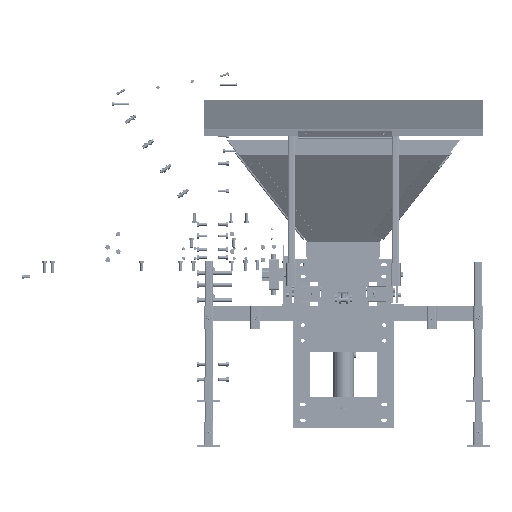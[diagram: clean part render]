
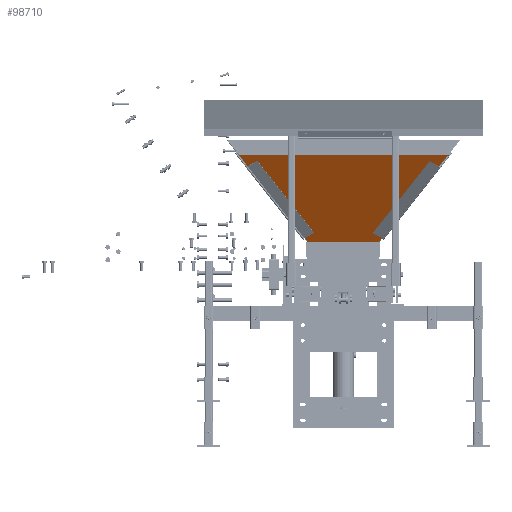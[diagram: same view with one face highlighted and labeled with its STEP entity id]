
A CAD part, front view. The second image highlights one B-rep face of the part: STEP entity #98710.
In plain terms, the highlighted face is planar.
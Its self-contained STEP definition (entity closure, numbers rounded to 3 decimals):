
#5800=CIRCLE('',#105349,12.7);
#5802=CIRCLE('',#105352,12.7);
#5804=CIRCLE('',#105355,12.7);
#5806=CIRCLE('',#105358,12.7);
#5808=CIRCLE('',#105361,12.7);
#5810=CIRCLE('',#105364,12.7);
#5812=CIRCLE('',#105367,12.7);
#5814=CIRCLE('',#105370,12.7);
#42198=VERTEX_POINT('',#157779);
#42200=VERTEX_POINT('',#157784);
#42202=VERTEX_POINT('',#157789);
#42204=VERTEX_POINT('',#157794);
#42206=VERTEX_POINT('',#157799);
#42208=VERTEX_POINT('',#157804);
#42210=VERTEX_POINT('',#157809);
#42212=VERTEX_POINT('',#157814);
#42213=VERTEX_POINT('',#157817);
#42214=VERTEX_POINT('',#157818);
#42217=VERTEX_POINT('',#157826);
#42219=VERTEX_POINT('',#157832);
#48987=VECTOR('',#122981,1.);
#48991=VECTOR('',#122986,1.);
#48994=VECTOR('',#122990,1.);
#48997=VECTOR('',#122994,1.);
#55745=LINE('',#157816,#48987);
#55749=LINE('',#157825,#48991);
#55752=LINE('',#157831,#48994);
#55755=LINE('',#157837,#48997);
#65531=EDGE_CURVE('',#42198,#42198,#5800,.T.);
#65533=EDGE_CURVE('',#42200,#42200,#5802,.T.);
#65535=EDGE_CURVE('',#42202,#42202,#5804,.T.);
#65537=EDGE_CURVE('',#42204,#42204,#5806,.T.);
#65539=EDGE_CURVE('',#42206,#42206,#5808,.T.);
#65541=EDGE_CURVE('',#42208,#42208,#5810,.T.);
#65543=EDGE_CURVE('',#42210,#42210,#5812,.T.);
#65545=EDGE_CURVE('',#42212,#42212,#5814,.T.);
#65546=EDGE_CURVE('',#42213,#42214,#55745,.T.);
#65550=EDGE_CURVE('',#42214,#42217,#55749,.T.);
#65553=EDGE_CURVE('',#42217,#42219,#55752,.T.);
#65556=EDGE_CURVE('',#42219,#42213,#55755,.T.);
#85004=ORIENTED_EDGE('',*,*,#65531,.T.);
#85005=ORIENTED_EDGE('',*,*,#65533,.T.);
#85006=ORIENTED_EDGE('',*,*,#65535,.T.);
#85007=ORIENTED_EDGE('',*,*,#65537,.T.);
#85008=ORIENTED_EDGE('',*,*,#65539,.T.);
#85009=ORIENTED_EDGE('',*,*,#65541,.T.);
#85010=ORIENTED_EDGE('',*,*,#65543,.T.);
#85011=ORIENTED_EDGE('',*,*,#65545,.T.);
#85012=ORIENTED_EDGE('',*,*,#65546,.F.);
#85013=ORIENTED_EDGE('',*,*,#65556,.F.);
#85014=ORIENTED_EDGE('',*,*,#65553,.F.);
#85015=ORIENTED_EDGE('',*,*,#65550,.F.);
#90157=EDGE_LOOP('',(#85004));
#90158=EDGE_LOOP('',(#85005));
#90159=EDGE_LOOP('',(#85006));
#90160=EDGE_LOOP('',(#85007));
#90161=EDGE_LOOP('',(#85008));
#90162=EDGE_LOOP('',(#85009));
#90163=EDGE_LOOP('',(#85010));
#90164=EDGE_LOOP('',(#85011));
#90165=EDGE_LOOP('',(#85012,#85013,#85014,#85015));
#94744=FACE_BOUND('',#90157,.T.);
#94745=FACE_BOUND('',#90158,.T.);
#94746=FACE_BOUND('',#90159,.T.);
#94747=FACE_BOUND('',#90160,.T.);
#94748=FACE_BOUND('',#90161,.T.);
#94749=FACE_BOUND('',#90162,.T.);
#94750=FACE_BOUND('',#90163,.T.);
#94751=FACE_BOUND('',#90164,.T.);
#94752=FACE_BOUND('',#90165,.T.);
#98710=ADVANCED_FACE('',(#94744,#94745,#94746,#94747,#94748,#94749,#94750,
#94751,#94752),#161113,.F.);
#105349=AXIS2_PLACEMENT_3D('',#157778,#122936,#122937);
#105352=AXIS2_PLACEMENT_3D('',#157783,#122942,#122943);
#105355=AXIS2_PLACEMENT_3D('',#157788,#122948,#122949);
#105358=AXIS2_PLACEMENT_3D('',#157793,#122954,#122955);
#105361=AXIS2_PLACEMENT_3D('',#157798,#122960,#122961);
#105364=AXIS2_PLACEMENT_3D('',#157803,#122966,#122967);
#105367=AXIS2_PLACEMENT_3D('',#157808,#122972,#122973);
#105370=AXIS2_PLACEMENT_3D('',#157813,#122978,#122979);
#105375=AXIS2_PLACEMENT_3D('',#157839,#122996,$);
#122936=DIRECTION('',(0.,1.,0.));
#122937=DIRECTION('',(0.,0.,-12.7));
#122942=DIRECTION('',(0.,1.,0.));
#122943=DIRECTION('',(0.,0.,-12.7));
#122948=DIRECTION('',(0.,1.,0.));
#122949=DIRECTION('',(0.,0.,-12.7));
#122954=DIRECTION('',(0.,1.,0.));
#122955=DIRECTION('',(0.,0.,-12.7));
#122960=DIRECTION('',(0.,1.,0.));
#122961=DIRECTION('',(0.,0.,-12.7));
#122966=DIRECTION('',(0.,1.,0.));
#122967=DIRECTION('',(0.,0.,-12.7));
#122972=DIRECTION('',(0.,1.,0.));
#122973=DIRECTION('',(0.,0.,-12.7));
#122978=DIRECTION('',(0.,1.,0.));
#122979=DIRECTION('',(0.,0.,-12.7));
#122981=DIRECTION('',(0.554,0.,0.833));
#122986=DIRECTION('',(1.,0.,0.));
#122990=DIRECTION('',(0.554,0.,-0.833));
#122994=DIRECTION('',(-1.,0.,0.));
#122996=DIRECTION('',(0.,1.,0.));
#157778=CARTESIAN_POINT('',(735.878,0.,-697.765));
#157779=CARTESIAN_POINT('',(735.878,0.,-710.465));
#157783=CARTESIAN_POINT('',(623.337,0.,-528.576));
#157784=CARTESIAN_POINT('',(623.337,0.,-541.276));
#157788=CARTESIAN_POINT('',(510.796,0.,-359.388));
#157789=CARTESIAN_POINT('',(510.796,0.,-372.088));
#157793=CARTESIAN_POINT('',(-418.505,0.,-697.765));
#157794=CARTESIAN_POINT('',(-418.505,0.,-710.465));
#157798=CARTESIAN_POINT('',(-305.964,0.,-528.576));
#157799=CARTESIAN_POINT('',(-305.964,0.,-541.276));
#157803=CARTESIAN_POINT('',(-193.423,0.,-359.388));
#157804=CARTESIAN_POINT('',(-193.423,0.,-372.088));
#157808=CARTESIAN_POINT('',(398.255,0.,-190.199));
#157809=CARTESIAN_POINT('',(398.255,0.,-202.899));
#157813=CARTESIAN_POINT('',(-80.882,0.,-190.199));
#157814=CARTESIAN_POINT('',(-80.882,0.,-202.899));
#157816=CARTESIAN_POINT('',(-0.063,0.,0.091));
#157817=CARTESIAN_POINT('',(-523.827,0.,-787.309));
#157818=CARTESIAN_POINT('',(-0.063,0.,0.091));
#157825=CARTESIAN_POINT('',(317.437,0.,0.091));
#157826=CARTESIAN_POINT('',(317.437,0.,0.091));
#157831=CARTESIAN_POINT('',(841.2,0.,-787.309));
#157832=CARTESIAN_POINT('',(841.2,0.,-787.309));
#157837=CARTESIAN_POINT('',(-523.827,0.,-787.309));
#157839=CARTESIAN_POINT('',(158.687,0.,-509.005));
#161113=PLANE('',#105375);
